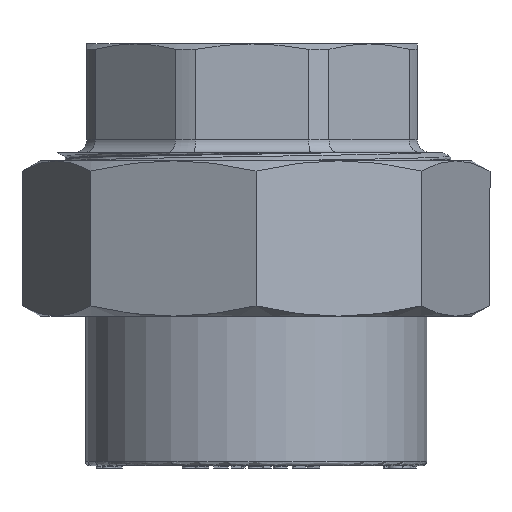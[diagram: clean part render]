
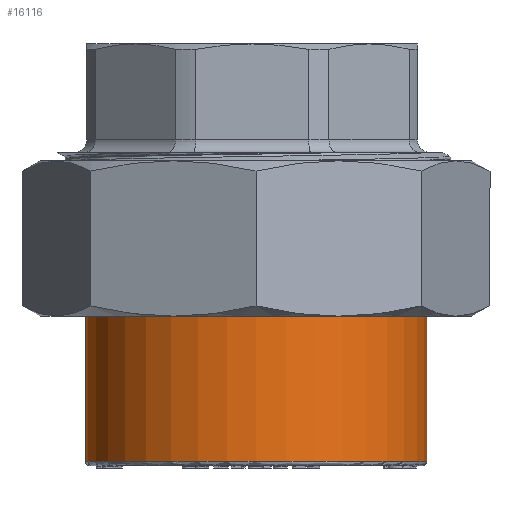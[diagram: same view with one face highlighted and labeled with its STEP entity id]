
A CAD part, front view. The second image highlights one B-rep face of the part: STEP entity #16116.
In plain terms, the highlighted cylindrical face has radius 20.45 mm (diameter 40.9 mm), a full revolution.
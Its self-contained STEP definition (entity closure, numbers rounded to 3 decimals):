
#1048=FACE_OUTER_BOUND('',#1930,.T.);
#1930=EDGE_LOOP('',(#12281,#12282,#12283,#12284));
#2759=CIRCLE('',#17079,20.45);
#2760=CIRCLE('',#17080,20.45);
#3517=LINE('',#33155,#5639);
#5639=VECTOR('',#18821,20.45);
#7890=VERTEX_POINT('',#33152);
#7891=VERTEX_POINT('',#33154);
#9588=EDGE_CURVE('',#7890,#7890,#2759,.T.);
#9589=EDGE_CURVE('',#7890,#7891,#3517,.T.);
#9590=EDGE_CURVE('',#7891,#7891,#2760,.T.);
#12281=ORIENTED_EDGE('',*,*,#9588,.T.);
#12282=ORIENTED_EDGE('',*,*,#9589,.T.);
#12283=ORIENTED_EDGE('',*,*,#9590,.F.);
#12284=ORIENTED_EDGE('',*,*,#9589,.F.);
#15985=CYLINDRICAL_SURFACE('',#17078,20.45);
#16116=ADVANCED_FACE('',(#1048),#15985,.T.);
#17078=AXIS2_PLACEMENT_3D('',#33151,#18817,#18818);
#17079=AXIS2_PLACEMENT_3D('',#33153,#18819,#18820);
#17080=AXIS2_PLACEMENT_3D('',#33156,#18822,#18823);
#18817=DIRECTION('center_axis',(0.,0.,
1.));
#18818=DIRECTION('ref_axis',(0.985,0.174,0.));
#18819=DIRECTION('center_axis',(0.,0.,
-1.));
#18820=DIRECTION('ref_axis',(0.985,0.174,0.));
#18821=DIRECTION('',(0.,0.,-1.));
#18822=DIRECTION('center_axis',(0.,0.,
-1.));
#18823=DIRECTION('ref_axis',(-0.985,-0.174,0.));
#33151=CARTESIAN_POINT('Origin',(22.564,134.975,26.7));
#33152=CARTESIAN_POINT('',(2.425,131.423,52.2));
#33153=CARTESIAN_POINT('Origin',(22.564,134.975,52.2));
#33154=CARTESIAN_POINT('',(2.425,131.423,31.7));
#33155=CARTESIAN_POINT('',(2.425,131.423,26.7));
#33156=CARTESIAN_POINT('Origin',(22.564,134.975,31.7));
